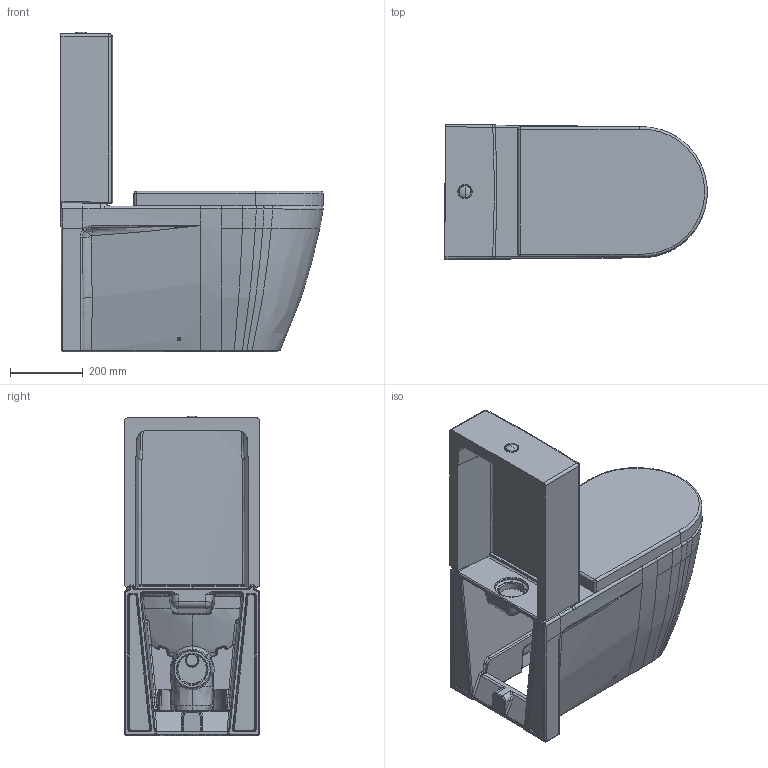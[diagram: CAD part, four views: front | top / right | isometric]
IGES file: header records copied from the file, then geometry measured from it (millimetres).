
Global section: file name: No Iges File Name specified; native system: Autodesk Inventor 2011; preprocessor: AutoDesk Inventor Iges Exporter R2011; author: Administrator; date: 20110529.124254; units: millimetre
Bounding box: 720.14 x 371.2 x 878.23 mm (x, y, z)
Volume: 49398571.3 mm3; surface area: 3101879.5 mm2
Topology: 4 solids, 4 shells, 1070 faces, 2642 edges, 1543 vertices
Faces by surface type: bspline 686, revolution 126, plane 122, cylinder 88, torus 31, cone 9, sphere 8
